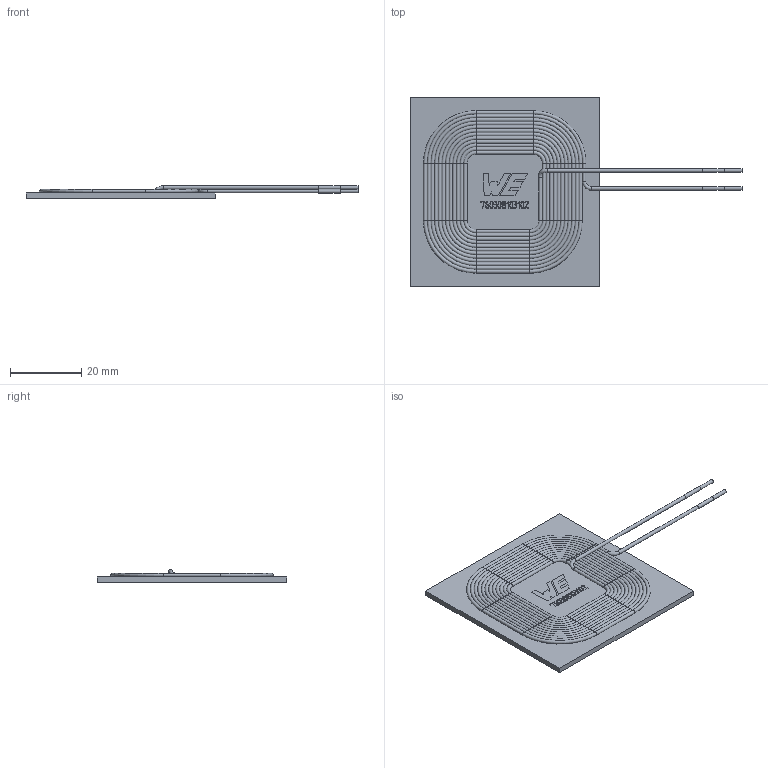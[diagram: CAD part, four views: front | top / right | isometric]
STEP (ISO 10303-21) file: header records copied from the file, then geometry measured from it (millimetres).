
FILE_DESCRIPTION(/* description */ ('Unknown'),/* implementation_level */ '2;1');
FILE_NAME(/* name */ '760308103102',/* time_stamp */ '2016-02-15T16:43:53+01:00',/* author */ ('Unknown'),/* organization */ ('Unknown'),/* preprocessor_version */ 'ST-DEVELOPER v16.7',/* originating_system */ 'DEX',/* authorisation */ $);
FILE_SCHEMA (('AUTOMOTIVE_DESIGN {1 0 10303 214 3 1 1}'));
Length unit declared in the file: millimetre
Products named in the file (3): 760308103102; Ferrite; Coil
Assembly tree (2 placements, depth 2):
  760308103102
    Ferrite
    Coil
Bounding box: 92.95 x 53 x 3.54 mm (x, y, z)
Volume: 5401.2 mm3; surface area: 10689 mm2
Topology: 2 solids, 2 shells, 230 faces, 511 edges, 309 vertices
Faces by surface type: plane 94, cylinder 55, torus 49, bspline 32
Full cylindrical faces by diameter (mm): 1 x53, 1.05 x2
Entity records: 9472 total; most frequent: CARTESIAN_POINT 3515, ORIENTED_EDGE 778, DIRECTION 766, EDGE_CURVE 389, EDGE_LOOP 372, FACE_BOUND 372, AXIS2_PLACEMENT_3D 311, VERTEX_POINT 303
